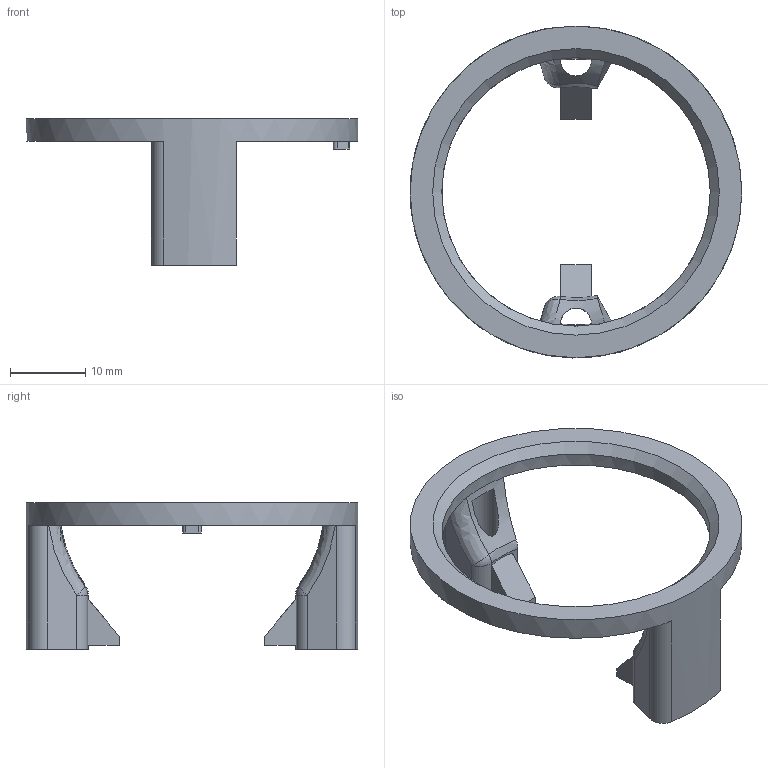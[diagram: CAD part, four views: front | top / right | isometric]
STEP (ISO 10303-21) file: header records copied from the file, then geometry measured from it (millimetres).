
FILE_DESCRIPTION(('FreeCAD Model'),'2;1');
FILE_NAME('Open CASCADE Shape Model','2025-01-09T15:26:37',(''),(''), 'Open CASCADE STEP processor 7.6','FreeCAD','Unknown');
FILE_SCHEMA(('AUTOMOTIVE_DESIGN { 1 0 10303 214 1 1 1 1 }'));
Length unit declared in the file: millimetre
Products named in the file (1): Top
Bounding box: 44 x 44 x 19.4 mm (x, y, z)
Volume: 3353.4 mm3; surface area: 3230.7 mm2
Topology: 1 solids, 1 shells, 51 faces, 142 edges, 93 vertices
Faces by surface type: plane 27, cylinder 13, bspline 6, sphere 4, cone 1
Full cylindrical faces by diameter (mm): 4.1 x2, 35.6 x1, 44 x1
Entity records: 2554 total; most frequent: CARTESIAN_POINT 1240, ORIENTED_EDGE 280, DIRECTION 258, EDGE_CURVE 140, AXIS2_PLACEMENT_3D 99, VERTEX_POINT 93, LINE 60, VECTOR 60
